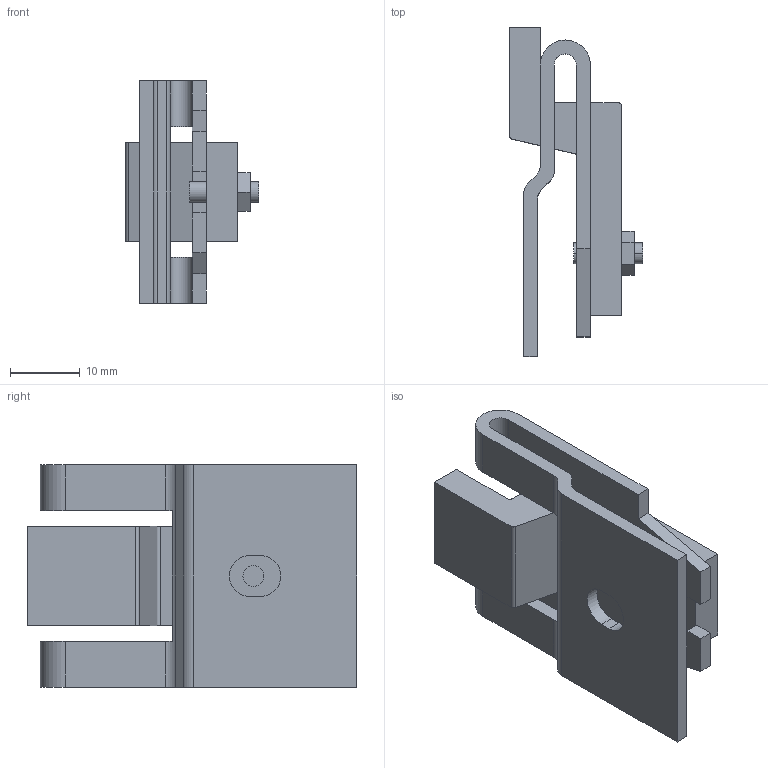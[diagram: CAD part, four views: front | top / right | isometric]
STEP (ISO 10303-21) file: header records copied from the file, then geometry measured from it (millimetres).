
FILE_DESCRIPTION (( 'STEP AP214' ), '1' );
FILE_NAME ('3TY7-560-OA.STEP', '2019-09-05T00:18:54', ( '' ), ( '' ), 'SwSTEP 2.0', 'SolidWorks 2017', '' );
FILE_SCHEMA (( 'AUTOMOTIVE_DESIGN' ));
Length unit declared in the file: millimetre
Products named in the file (1): 3TY7-560-OA
Bounding box: 19.13 x 47.34 x 32 mm (x, y, z)
Surface area: 6757.8 mm2 (no closed solid volume)
Topology: 0 solids, 4 shells, 64 faces, 203 edges, 140 vertices
Faces by surface type: plane 45, cylinder 19
Entity records: 2977 total; most frequent: CARTESIAN_POINT 408, DIRECTION 383, ORIENTED_EDGE 372, EDGE_CURVE 203, LINE 153, VECTOR 153, VERTEX_POINT 140, AXIS2_PLACEMENT_3D 115
